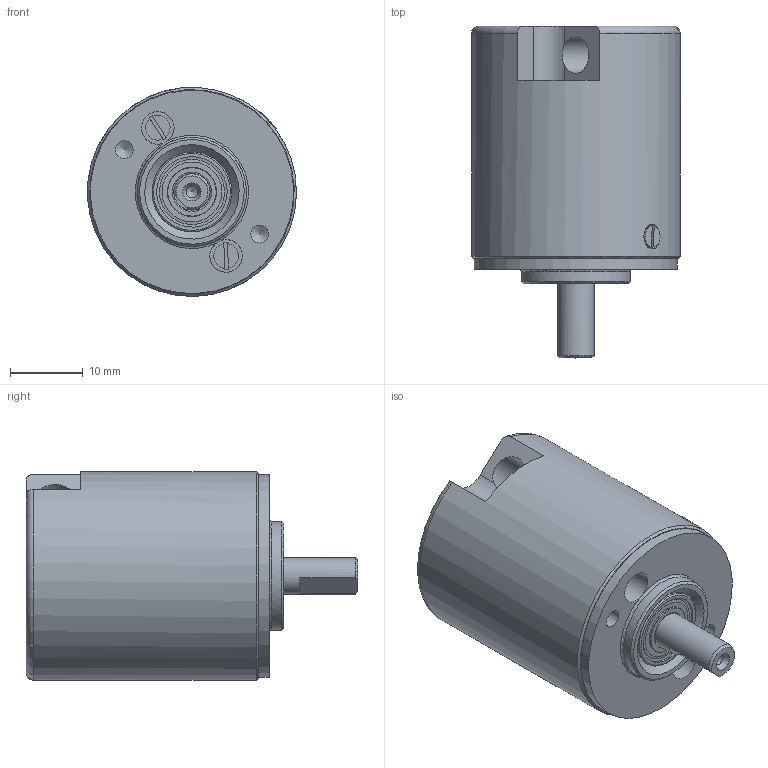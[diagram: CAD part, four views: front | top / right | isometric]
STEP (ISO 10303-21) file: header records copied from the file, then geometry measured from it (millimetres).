
FILE_DESCRIPTION(/* description */ (''),/* implementation_level */ '2;1');
FILE_NAME(/* name */ 'A28M.stp',/* time_stamp */ '2015-03-20T07:32:45+02:00',/* author */ ('EdgarasA'),/* organization */ (''),/* preprocessor_version */ 'ST-DEVELOPER v15.2',/* originating_system */ 'Autodesk Inventor 2014',/* authorisation */ '');
FILE_SCHEMA (('AUTOMOTIVE_DESIGN { 1 0 10303 214 3 1 1 }'));
Length unit declared in the file: millimetre
Products named in the file (1): A28M
Bounding box: 28.78 x 45.7 x 28.77 mm (x, y, z)
Surface area: 5599.1 mm2 (no closed solid volume)
Topology: 0 solids, 15 shells, 58 faces, 149 edges, 105 vertices
Faces by surface type: plane 28, cylinder 15, cone 11, torus 4
Full cylindrical faces by diameter (mm): 1.6 x1, 2.459 x2, 4.5 x2, 5 x2, 6.8 x1, 11 x1, 15 x1, 28 x1, 28.8 x1
Entity records: 1737 total; most frequent: CARTESIAN_POINT 361, DIRECTION 293, ORIENTED_EDGE 180, AXIS2_PLACEMENT_3D 131, EDGE_CURVE 115, VERTEX_POINT 96, EDGE_LOOP 93, CIRCLE 72
